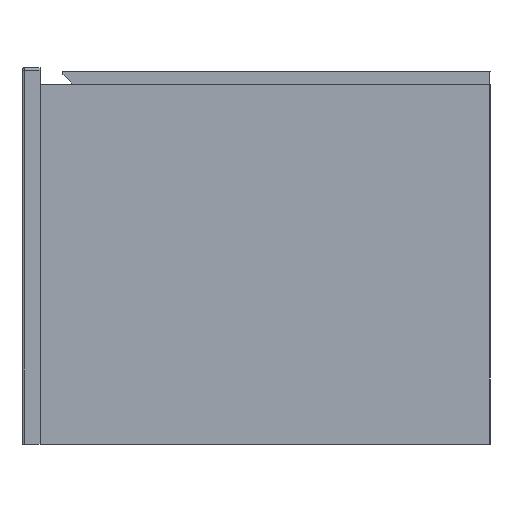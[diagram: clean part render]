
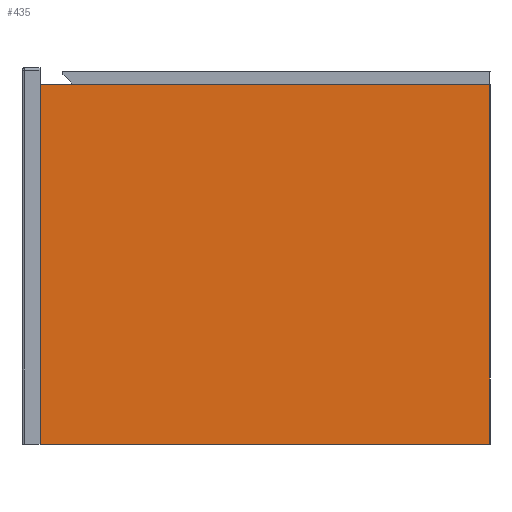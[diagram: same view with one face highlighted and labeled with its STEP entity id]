
A CAD part, left-side view. The second image highlights one B-rep face of the part: STEP entity #435.
In plain terms, the highlighted planar face has unit normal (-1, 0, 0).
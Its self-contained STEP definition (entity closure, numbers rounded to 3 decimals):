
#210 = EDGE_CURVE ( 'NONE', #1323, #2140, #2803, .T. ) ;
#435 = ADVANCED_FACE ( 'NONE', ( #2279 ), #3300, .T. ) ;
#447 = VECTOR ( 'NONE', #2943, 1000. ) ;
#929 = VERTEX_POINT ( 'NONE', #1726 ) ;
#998 = LINE ( 'NONE', #1754, #447 ) ;
#1121 = CARTESIAN_POINT ( 'NONE',  ( -594., -275., 440. ) ) ;
#1189 = CARTESIAN_POINT ( 'NONE',  ( -594., -275., 0. ) ) ;
#1254 = DIRECTION ( 'NONE',  ( -1., 0., 0. ) ) ;
#1323 = VERTEX_POINT ( 'NONE', #1121 ) ;
#1437 = CARTESIAN_POINT ( 'NONE',  ( -594., 275., 440. ) ) ;
#1568 = CARTESIAN_POINT ( 'NONE',  ( -594., -275., 440. ) ) ;
#1579 = EDGE_CURVE ( 'NONE', #2140, #929, #3080, .T. ) ;
#1649 = DIRECTION ( 'NONE',  ( 0., 1., 0. ) ) ;
#1726 = CARTESIAN_POINT ( 'NONE',  ( -594., 275., 0. ) ) ;
#1729 = EDGE_LOOP ( 'NONE', ( #3825, #2988, #3115, #3270 ) ) ;
#1754 = CARTESIAN_POINT ( 'NONE',  ( -594., 275., 0. ) ) ;
#1824 = VECTOR ( 'NONE', #3361, 1000. ) ;
#1836 = CARTESIAN_POINT ( 'NONE',  ( -594., 275., 440. ) ) ;
#1853 = VERTEX_POINT ( 'NONE', #1189 ) ;
#2140 = VERTEX_POINT ( 'NONE', #2398 ) ;
#2279 = FACE_OUTER_BOUND ( 'NONE', #1729, .T. ) ;
#2389 = AXIS2_PLACEMENT_3D ( 'NONE', #1836, #1254, #3606 ) ;
#2398 = CARTESIAN_POINT ( 'NONE',  ( -594., 275., 440. ) ) ;
#2617 = LINE ( 'NONE', #1568, #1824 ) ;
#2803 = LINE ( 'NONE', #3143, #3256 ) ;
#2943 = DIRECTION ( 'NONE',  ( 0., 1., 0. ) ) ;
#2988 = ORIENTED_EDGE ( 'NONE', *, *, #3139, .F. ) ;
#3080 = LINE ( 'NONE', #1437, #3769 ) ;
#3115 = ORIENTED_EDGE ( 'NONE', *, *, #210, .T. ) ;
#3139 = EDGE_CURVE ( 'NONE', #1323, #1853, #2617, .T. ) ;
#3143 = CARTESIAN_POINT ( 'NONE',  ( -594., 275., 440. ) ) ;
#3256 = VECTOR ( 'NONE', #1649, 1000. ) ;
#3270 = ORIENTED_EDGE ( 'NONE', *, *, #1579, .T. ) ;
#3300 = PLANE ( 'NONE',  #2389 ) ;
#3361 = DIRECTION ( 'NONE',  ( 0., 0., -1. ) ) ;
#3480 = DIRECTION ( 'NONE',  ( 0., 0., -1. ) ) ;
#3606 = DIRECTION ( 'NONE',  ( 0., 0., 1. ) ) ;
#3769 = VECTOR ( 'NONE', #3480, 1000. ) ;
#3807 = EDGE_CURVE ( 'NONE', #1853, #929, #998, .T. ) ;
#3825 = ORIENTED_EDGE ( 'NONE', *, *, #3807, .F. ) ;
